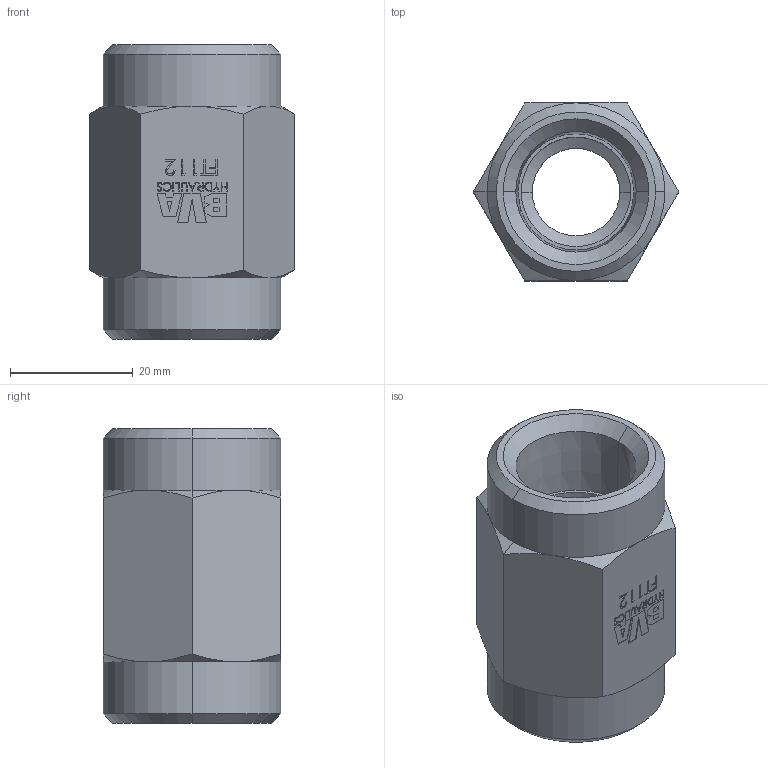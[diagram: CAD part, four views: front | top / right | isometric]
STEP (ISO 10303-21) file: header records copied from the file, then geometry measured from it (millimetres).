
FILE_DESCRIPTION (( 'STEP AP214' ), '1' );
FILE_NAME ('D0125.STEP', '2017-09-13T01:51:25', ( '' ), ( '' ), 'SwSTEP 2.0', 'SolidWorks 2017', '' );
FILE_SCHEMA (( 'AUTOMOTIVE_DESIGN' ));
Length unit declared in the file: millimetre
Products named in the file (1): D0125
Bounding box: 33.49 x 29 x 48 mm (x, y, z)
Volume: 21783.8 mm3; surface area: 7984 mm2
Topology: 1 solids, 1 shells, 368 faces, 956 edges, 628 vertices
Faces by surface type: plane 253, bspline 79, cone 28, cylinder 8
Entity records: 15500 total; most frequent: CARTESIAN_POINT 6952, ORIENTED_EDGE 1912, DIRECTION 1398, EDGE_CURVE 956, VECTOR 730, LINE 730, VERTEX_POINT 628, EDGE_LOOP 408
